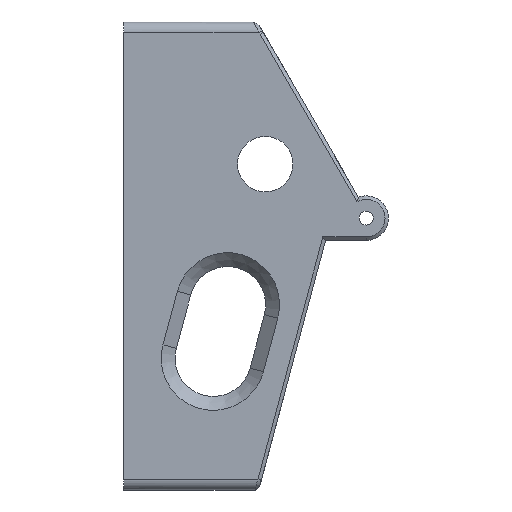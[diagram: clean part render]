
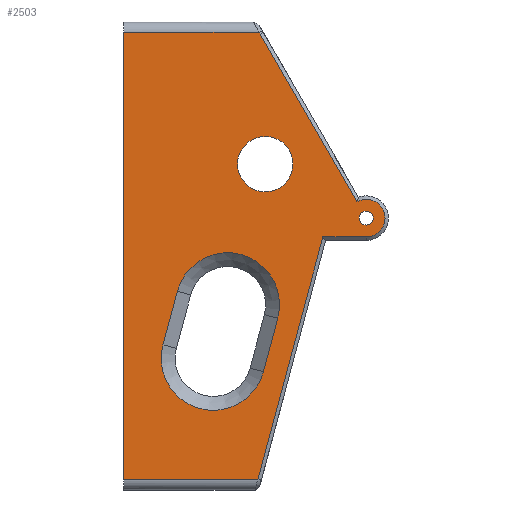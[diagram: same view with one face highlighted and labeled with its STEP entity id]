
A CAD part, front view. The second image highlights one B-rep face of the part: STEP entity #2503.
In plain terms, the highlighted planar face has unit normal (0, -1, 0).
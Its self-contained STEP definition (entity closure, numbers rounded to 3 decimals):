
#113=B_SPLINE_CURVE_WITH_KNOTS('',3,(#4058,#4059,#4060,#4061),
 .UNSPECIFIED.,.F.,.F.,(4,4),(1.405,1.571),
 .UNSPECIFIED.);
#116=B_SPLINE_CURVE_WITH_KNOTS('',3,(#4175,#4176,#4177,#4178),
 .UNSPECIFIED.,.F.,.F.,(4,4),(-1.571,-1.485),
 .UNSPECIFIED.);
#148=FACE_BOUND('',#467,.T.);
#149=FACE_BOUND('',#468,.T.);
#150=FACE_BOUND('',#469,.T.);
#193=CIRCLE('',#2676,5.425);
#209=CIRCLE('',#2700,2.);
#210=CIRCLE('',#2701,15.);
#211=CIRCLE('',#2702,15.);
#212=CIRCLE('',#2703,8.);
#303=FACE_OUTER_BOUND('',#466,.T.);
#466=EDGE_LOOP('',(#1951,#1952,#1953,#1954,#1955,#1956,#1957,#1958,#1959));
#467=EDGE_LOOP('',(#1960));
#468=EDGE_LOOP('',(#1961,#1962,#1963,#1964));
#469=EDGE_LOOP('',(#1965));
#679=LINE('',#4025,#915);
#683=LINE('',#4038,#919);
#716=LINE('',#4164,#952);
#719=LINE('',#4170,#955);
#720=LINE('',#4172,#956);
#721=LINE('',#4174,#957);
#722=LINE('',#4183,#958);
#723=LINE('',#4187,#959);
#915=VECTOR('',#3058,10.);
#919=VECTOR('',#3064,10.);
#952=VECTOR('',#3145,10.);
#955=VECTOR('',#3150,10.);
#956=VECTOR('',#3151,10.);
#957=VECTOR('',#3152,10.);
#958=VECTOR('',#3155,10.);
#959=VECTOR('',#3158,10.);
#1161=VERTEX_POINT('',#3994);
#1162=VERTEX_POINT('',#4022);
#1163=VERTEX_POINT('',#4024);
#1164=VERTEX_POINT('',#4031);
#1167=VERTEX_POINT('',#4036);
#1208=VERTEX_POINT('',#4163);
#1210=VERTEX_POINT('',#4169);
#1211=VERTEX_POINT('',#4171);
#1212=VERTEX_POINT('',#4173);
#1213=VERTEX_POINT('',#4179);
#1214=VERTEX_POINT('',#4181);
#1215=VERTEX_POINT('',#4182);
#1216=VERTEX_POINT('',#4184);
#1217=VERTEX_POINT('',#4186);
#1218=VERTEX_POINT('',#4189);
#1428=EDGE_CURVE('',#1162,#1163,#679,.T.);
#1433=EDGE_CURVE('',#1167,#1164,#683,.T.);
#1434=EDGE_CURVE('',#1163,#1167,#193,.T.);
#1436=EDGE_CURVE('',#1161,#1162,#113,.T.);
#1485=EDGE_CURVE('',#1164,#1208,#716,.T.);
#1488=EDGE_CURVE('',#1210,#1161,#719,.T.);
#1489=EDGE_CURVE('',#1210,#1211,#720,.T.);
#1490=EDGE_CURVE('',#1212,#1211,#721,.T.);
#1491=EDGE_CURVE('',#1208,#1212,#116,.T.);
#1492=EDGE_CURVE('',#1213,#1213,#209,.T.);
#1493=EDGE_CURVE('',#1214,#1215,#722,.T.);
#1494=EDGE_CURVE('',#1216,#1214,#210,.T.);
#1495=EDGE_CURVE('',#1217,#1216,#723,.T.);
#1496=EDGE_CURVE('',#1215,#1217,#211,.T.);
#1497=EDGE_CURVE('',#1218,#1218,#212,.T.);
#1951=ORIENTED_EDGE('',*,*,#1436,.F.);
#1952=ORIENTED_EDGE('',*,*,#1488,.F.);
#1953=ORIENTED_EDGE('',*,*,#1489,.T.);
#1954=ORIENTED_EDGE('',*,*,#1490,.F.);
#1955=ORIENTED_EDGE('',*,*,#1491,.F.);
#1956=ORIENTED_EDGE('',*,*,#1485,.F.);
#1957=ORIENTED_EDGE('',*,*,#1433,.F.);
#1958=ORIENTED_EDGE('',*,*,#1434,.F.);
#1959=ORIENTED_EDGE('',*,*,#1428,.F.);
#1960=ORIENTED_EDGE('',*,*,#1492,.F.);
#1961=ORIENTED_EDGE('',*,*,#1493,.F.);
#1962=ORIENTED_EDGE('',*,*,#1494,.F.);
#1963=ORIENTED_EDGE('',*,*,#1495,.F.);
#1964=ORIENTED_EDGE('',*,*,#1496,.F.);
#1965=ORIENTED_EDGE('',*,*,#1497,.T.);
#2414=PLANE('',#2699);
#2503=ADVANCED_FACE('',(#303,#148,#149,#150),#2414,.T.);
#2676=AXIS2_PLACEMENT_3D('',#4040,#3067,#3068);
#2699=AXIS2_PLACEMENT_3D('',#4168,#3148,#3149);
#2700=AXIS2_PLACEMENT_3D('',#4180,#3153,#3154);
#2701=AXIS2_PLACEMENT_3D('',#4185,#3156,#3157);
#2702=AXIS2_PLACEMENT_3D('',#4188,#3159,#3160);
#2703=AXIS2_PLACEMENT_3D('',#4190,#3161,#3162);
#3058=DIRECTION('',(0.5,0.,-0.866));
#3064=DIRECTION('',(-1.,0.,0.));
#3067=DIRECTION('center_axis',(0.,1.,0.));
#3068=DIRECTION('ref_axis',(0.,0.,1.));
#3145=DIRECTION('',(-0.259,0.,-0.966));
#3148=DIRECTION('center_axis',(0.,-1.,0.));
#3149=DIRECTION('ref_axis',(0.,0.,-1.));
#3150=DIRECTION('',(1.,0.,0.));
#3151=DIRECTION('',(0.,0.,-1.));
#3152=DIRECTION('',(-1.,0.,0.));
#3153=DIRECTION('center_axis',(0.,-1.,0.));
#3154=DIRECTION('ref_axis',(-1.,0.,0.));
#3155=DIRECTION('',(-0.259,0.,-0.966));
#3156=DIRECTION('center_axis',(0.,-1.,0.));
#3157=DIRECTION('ref_axis',(-0.966,0.,0.259));
#3158=DIRECTION('',(0.259,0.,0.966));
#3159=DIRECTION('center_axis',(0.,-1.,0.));
#3160=DIRECTION('ref_axis',(0.966,0.,-0.259));
#3161=DIRECTION('center_axis',(0.,1.,0.));
#3162=DIRECTION('ref_axis',(1.,0.,0.));
#3994=CARTESIAN_POINT('',(49.147,-19.965,-622.44));
#4022=CARTESIAN_POINT('',(49.435,-19.965,-622.94));
#4024=CARTESIAN_POINT('',(77.339,-19.965,-671.272));
#4025=CARTESIAN_POINT('',(73.043,-19.965,-663.83));
#4031=CARTESIAN_POINT('',(67.513,-19.965,-681.425));
#4036=CARTESIAN_POINT('',(80.,-19.965,-681.425));
#4038=CARTESIAN_POINT('',(80.,-19.965,-681.425));
#4040=CARTESIAN_POINT('Origin',(80.,-19.965,-676.));
#4058=CARTESIAN_POINT('Ctrl Pts',(49.147,-19.965,-622.44));
#4059=CARTESIAN_POINT('Ctrl Pts',(49.243,-19.965,-622.609));
#4060=CARTESIAN_POINT('Ctrl Pts',(49.339,-19.965,-622.774));
#4061=CARTESIAN_POINT('Ctrl Pts',(49.435,-19.965,-622.94));
#4163=CARTESIAN_POINT('',(48.822,-19.965,-751.181));
#4164=CARTESIAN_POINT('',(70.676,-19.965,-669.623));
#4168=CARTESIAN_POINT('Origin',(80.,-19.965,-676.));
#4169=CARTESIAN_POINT('',(9.995,-19.965,-622.44));
#4170=CARTESIAN_POINT('',(60.843,-19.965,-622.44));
#4171=CARTESIAN_POINT('',(9.995,-19.965,-751.44));
#4172=CARTESIAN_POINT('',(9.995,-19.965,-662.94));
#4173=CARTESIAN_POINT('',(48.753,-19.965,-751.44));
#4174=CARTESIAN_POINT('',(60.843,-19.965,-751.44));
#4175=CARTESIAN_POINT('Ctrl Pts',(48.822,-19.965,-751.181));
#4176=CARTESIAN_POINT('Ctrl Pts',(48.799,-19.965,-751.267));
#4177=CARTESIAN_POINT('Ctrl Pts',(48.776,-19.965,-751.353));
#4178=CARTESIAN_POINT('Ctrl Pts',(48.753,-19.965,-751.44));
#4179=CARTESIAN_POINT('',(82.,-19.965,-676.));
#4180=CARTESIAN_POINT('Origin',(80.,-19.965,-676.));
#4181=CARTESIAN_POINT('',(25.519,-19.965,-697.127));
#4182=CARTESIAN_POINT('',(21.378,-19.965,-712.581));
#4183=CARTESIAN_POINT('',(29.984,-19.965,-680.461));
#4184=CARTESIAN_POINT('',(54.496,-19.965,-704.891));
#4185=CARTESIAN_POINT('Origin',(40.008,-19.965,-701.009));
#4186=CARTESIAN_POINT('',(50.355,-19.965,-720.346));
#4187=CARTESIAN_POINT('',(56.891,-19.965,-695.953));
#4188=CARTESIAN_POINT('Origin',(35.866,-19.965,-716.464));
#4189=CARTESIAN_POINT('',(42.878,-19.965,-660.44));
#4190=CARTESIAN_POINT('Origin',(50.878,-19.965,-660.44));
